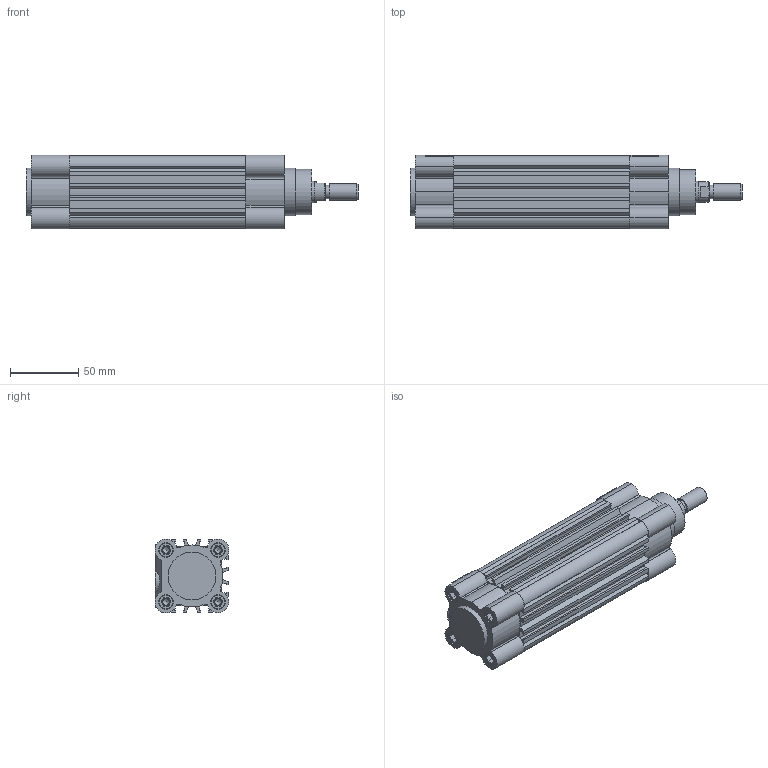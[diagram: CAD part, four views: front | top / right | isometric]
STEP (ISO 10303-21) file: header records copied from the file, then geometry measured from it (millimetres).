
FILE_DESCRIPTION(/* description */ ('Alibre Inc.'),/* implementation_level */ '2;1');
FILE_NAME(/* name */ 'export-3B82D815-9E93-4B2E-B5DB-4B7E2A280E1F',/* time_stamp */ '2021-04-22T13:07:58+02:00',/* author */ (''),/* organization */ (''),/* preprocessor_version */ 'ST-DEVELOPER v17',/* originating_system */ 'Alibre',/* authorisation */ '');
FILE_SCHEMA (('AUTOMOTIVE_DESIGN'));
Length unit declared in the file: millimetre
Products named in the file (5): _40-HL; _40-121-80--122.5-B; _40121-HR; _4012180-R; 121A400080XP-0-0-0--/(0-0)
Bounding box: 243 x 53.99 x 53.99 mm (x, y, z)
Volume: 389279.7 mm3; surface area: 114755.7 mm2
Topology: 4 solids, 4 shells, 359 faces, 923 edges, 599 vertices
Faces by surface type: plane 238, cylinder 98, cone 23
Full cylindrical faces by diameter (mm): 4.917 x8, 6.5 x2, 10 x9, 10.7 x8, 11.445 x2, 12 x1, 15 x1, 16 x2, 33 x1, 35 x2, 40 x4
Entity records: 10880 total; most frequent: CARTESIAN_POINT 1837, ORIENTED_EDGE 1826, DIRECTION 1598, EDGE_CURVE 913, VECTOR 616, LINE 616, AXIS2_PLACEMENT_3D 610, VERTEX_POINT 599
